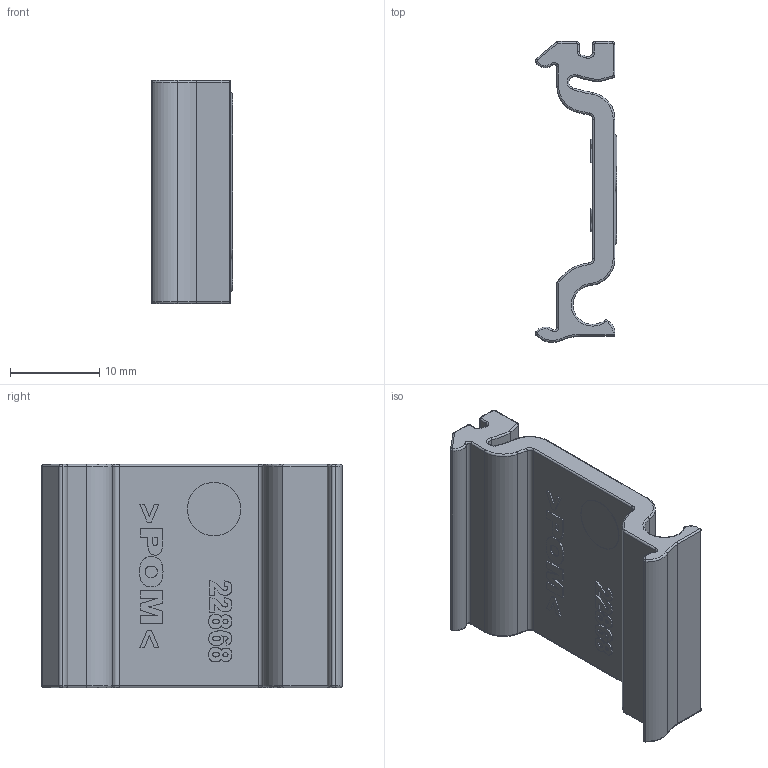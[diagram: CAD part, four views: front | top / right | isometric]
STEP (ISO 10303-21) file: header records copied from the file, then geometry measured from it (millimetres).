
FILE_DESCRIPTION(/* description */ (''),/* implementation_level */ '2;1');
FILE_NAME(/* name */ '13008.stp',/* time_stamp */ '2022-01-27T13:50:19+01:00',/* author */ ('SIMMETF'),/* organization */ (''),/* preprocessor_version */ 'ST-DEVELOPER v18.1',/* originating_system */ 'Autodesk Inventor 2021',/* authorisation */ '');
FILE_SCHEMA (('AUTOMOTIVE_DESIGN { 1 0 10303 214 3 1 1 }'));
Length unit declared in the file: millimetre
Products named in the file (1): 22868
Bounding box: 9.12 x 33.7 x 25 mm (x, y, z)
Volume: 3013.7 mm3; surface area: 2980.5 mm2
Topology: 1 solids, 1 shells, 341 faces, 852 edges, 536 vertices
Faces by surface type: bspline 109, plane 97, cylinder 73, torus 42, cone 14, sphere 6
Full cylindrical faces by diameter (mm): 6 x1
Entity records: 11415 total; most frequent: CARTESIAN_POINT 3744, ORIENTED_EDGE 1704, DIRECTION 1399, EDGE_CURVE 852, VERTEX_POINT 536, AXIS2_PLACEMENT_3D 502, LINE 395, VECTOR 395
